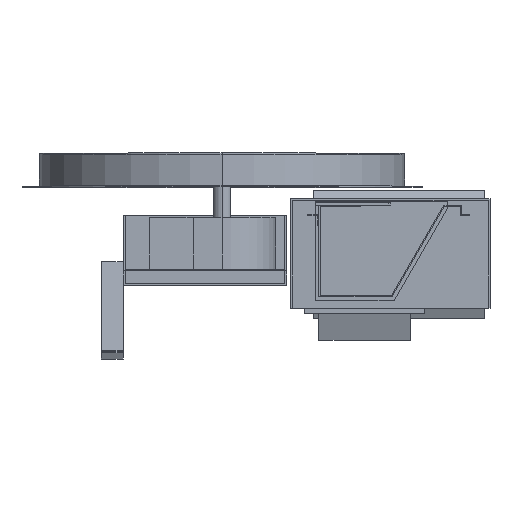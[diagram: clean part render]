
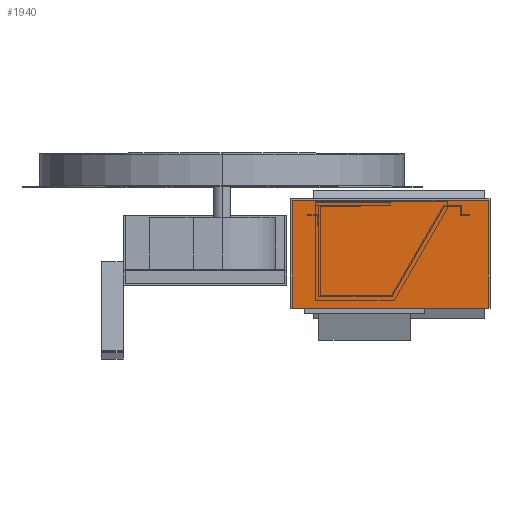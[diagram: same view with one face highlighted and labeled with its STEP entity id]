
A CAD part, top view. The second image highlights one B-rep face of the part: STEP entity #1940.
In plain terms, the highlighted planar face has unit normal (0, 0, 1).
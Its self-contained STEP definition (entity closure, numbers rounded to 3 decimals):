
#48 = VECTOR ( 'NONE', #7784, 1000. ) ;
#899 = CARTESIAN_POINT ( 'NONE',  ( 462.798, 263.667, 5171. ) ) ;
#1853 = EDGE_LOOP ( 'NONE', ( #11020, #12408, #7483, #2814 ) ) ;
#1940 = ADVANCED_FACE ( 'NONE', ( #5912 ), #10150, .T. ) ;
#2112 = CARTESIAN_POINT ( 'NONE',  ( 0., 0., 5171. ) ) ;
#2399 = VECTOR ( 'NONE', #8207, 1000. ) ;
#2590 = VERTEX_POINT ( 'NONE', #899 ) ;
#2814 = ORIENTED_EDGE ( 'NONE', *, *, #7331, .T. ) ;
#3099 = LINE ( 'NONE', #9071, #12947 ) ;
#3265 = CARTESIAN_POINT ( 'NONE',  ( -72.123, -31.416, 5171. ) ) ;
#3302 = DIRECTION ( 'NONE',  ( 0., -1., 0. ) ) ;
#3390 = EDGE_CURVE ( 'NONE', #5271, #2590, #3099, .T. ) ;
#3750 = CARTESIAN_POINT ( 'NONE',  ( -72.123, 263.667, 5171. ) ) ;
#4090 = EDGE_CURVE ( 'NONE', #5366, #5271, #8785, .T. ) ;
#4173 = CARTESIAN_POINT ( 'NONE',  ( -77.123, -31.416, 5171. ) ) ;
#5271 = VERTEX_POINT ( 'NONE', #11832 ) ;
#5358 = LINE ( 'NONE', #10463, #6862 ) ;
#5366 = VERTEX_POINT ( 'NONE', #3265 ) ;
#5912 = FACE_OUTER_BOUND ( 'NONE', #1853, .T. ) ;
#6212 = DIRECTION ( 'NONE',  ( 1., 0., 0. ) ) ;
#6862 = VECTOR ( 'NONE', #3302, 1000. ) ;
#7331 = EDGE_CURVE ( 'NONE', #5366, #12705, #9138, .T. ) ;
#7387 = CARTESIAN_POINT ( 'NONE',  ( 462.798, -31.416, 5171. ) ) ;
#7483 = ORIENTED_EDGE ( 'NONE', *, *, #4090, .F. ) ;
#7784 = DIRECTION ( 'NONE',  ( 0., 1., 0. ) ) ;
#8207 = DIRECTION ( 'NONE',  ( 1., 0., 0. ) ) ;
#8785 = LINE ( 'NONE', #3750, #48 ) ;
#9071 = CARTESIAN_POINT ( 'NONE',  ( 462.798, 263.667, 5171. ) ) ;
#9126 = AXIS2_PLACEMENT_3D ( 'NONE', #2112, #9957, #10215 ) ;
#9138 = LINE ( 'NONE', #4173, #2399 ) ;
#9957 = DIRECTION ( 'NONE',  ( 0., 0., 1. ) ) ;
#10150 = PLANE ( 'NONE',  #9126 ) ;
#10215 = DIRECTION ( 'NONE',  ( 1., 0., 0. ) ) ;
#10463 = CARTESIAN_POINT ( 'NONE',  ( 462.798, -31.416, 5171. ) ) ;
#11020 = ORIENTED_EDGE ( 'NONE', *, *, #11539, .F. ) ;
#11539 = EDGE_CURVE ( 'NONE', #2590, #12705, #5358, .T. ) ;
#11832 = CARTESIAN_POINT ( 'NONE',  ( -72.123, 263.667, 5171. ) ) ;
#12408 = ORIENTED_EDGE ( 'NONE', *, *, #3390, .F. ) ;
#12705 = VERTEX_POINT ( 'NONE', #7387 ) ;
#12947 = VECTOR ( 'NONE', #6212, 1000. ) ;
